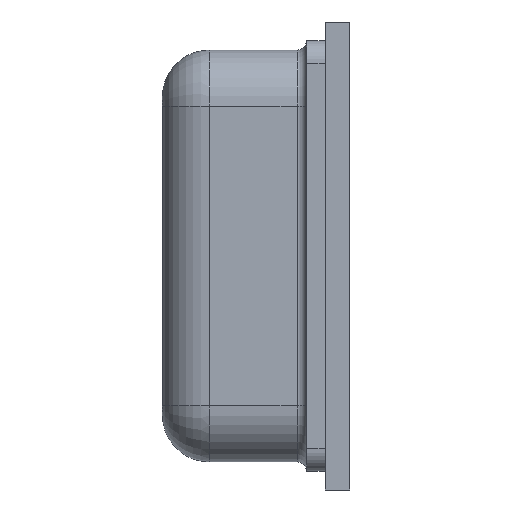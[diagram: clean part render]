
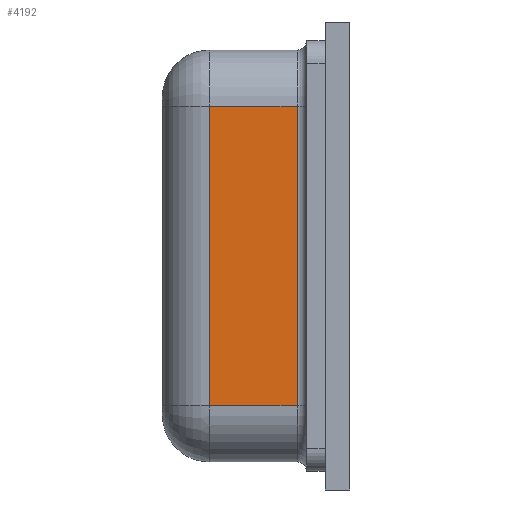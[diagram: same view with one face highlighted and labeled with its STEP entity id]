
A CAD part, left-side view. The second image highlights one B-rep face of the part: STEP entity #4192.
In plain terms, the highlighted planar face has unit normal (-1, 0, 0).
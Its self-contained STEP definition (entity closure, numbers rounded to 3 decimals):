
#94 = DIRECTION ( 'NONE',  ( 0., -1., 0. ) ) ;
#124 = VECTOR ( 'NONE', #1792, 1000. ) ;
#223 = VECTOR ( 'NONE', #94, 1000. ) ;
#242 = VERTEX_POINT ( 'NONE', #1103 ) ;
#271 = VERTEX_POINT ( 'NONE', #3615 ) ;
#413 = VECTOR ( 'NONE', #3100, 1000. ) ;
#545 = EDGE_CURVE ( 'NONE', #4581, #271, #4176, .T. ) ;
#754 = DIRECTION ( 'NONE',  ( 0., 0., -1. ) ) ;
#811 = CARTESIAN_POINT ( 'NONE',  ( -1.1, 0.75, -0.8 ) ) ;
#1103 = CARTESIAN_POINT ( 'NONE',  ( -1.1, 0.28, -0.8 ) ) ;
#1203 = EDGE_CURVE ( 'NONE', #4581, #1549, #3575, .T. ) ;
#1374 = LINE ( 'NONE', #2761, #413 ) ;
#1383 = ORIENTED_EDGE ( 'NONE', *, *, #1203, .T. ) ;
#1510 = ORIENTED_EDGE ( 'NONE', *, *, #2808, .T. ) ;
#1549 = VERTEX_POINT ( 'NONE', #811 ) ;
#1650 = VECTOR ( 'NONE', #4328, 1000. ) ;
#1792 = DIRECTION ( 'NONE',  ( 0., -1., 0. ) ) ;
#1831 = LINE ( 'NONE', #2151, #124 ) ;
#1873 = CARTESIAN_POINT ( 'NONE',  ( -1.1, 5.111, 0.8 ) ) ;
#2151 = CARTESIAN_POINT ( 'NONE',  ( -1.1, 5.111, -0.8 ) ) ;
#2395 = ORIENTED_EDGE ( 'NONE', *, *, #4449, .T. ) ;
#2604 = CARTESIAN_POINT ( 'NONE',  ( -1.1, 5.111, 0.8 ) ) ;
#2727 = AXIS2_PLACEMENT_3D ( 'NONE', #2604, #4386, #754 ) ;
#2761 = CARTESIAN_POINT ( 'NONE',  ( -1.1, 0.28, 0.8 ) ) ;
#2808 = EDGE_CURVE ( 'NONE', #1549, #242, #1831, .T. ) ;
#3100 = DIRECTION ( 'NONE',  ( 0., 0., 1. ) ) ;
#3132 = CARTESIAN_POINT ( 'NONE',  ( -1.1, 0.75, 0.8 ) ) ;
#3575 = LINE ( 'NONE', #4729, #1650 ) ;
#3615 = CARTESIAN_POINT ( 'NONE',  ( -1.1, 0.28, 0.8 ) ) ;
#3687 = PLANE ( 'NONE',  #2727 ) ;
#3996 = ORIENTED_EDGE ( 'NONE', *, *, #545, .F. ) ;
#4176 = LINE ( 'NONE', #1873, #223 ) ;
#4192 = ADVANCED_FACE ( 'NONE', ( #4634 ), #3687, .F. ) ;
#4328 = DIRECTION ( 'NONE',  ( 0., 0., -1. ) ) ;
#4386 = DIRECTION ( 'NONE',  ( 1., 0., 0. ) ) ;
#4433 = EDGE_LOOP ( 'NONE', ( #1510, #2395, #3996, #1383 ) ) ;
#4449 = EDGE_CURVE ( 'NONE', #242, #271, #1374, .T. ) ;
#4581 = VERTEX_POINT ( 'NONE', #3132 ) ;
#4634 = FACE_OUTER_BOUND ( 'NONE', #4433, .T. ) ;
#4729 = CARTESIAN_POINT ( 'NONE',  ( -1.1, 0.75, -0.8 ) ) ;
